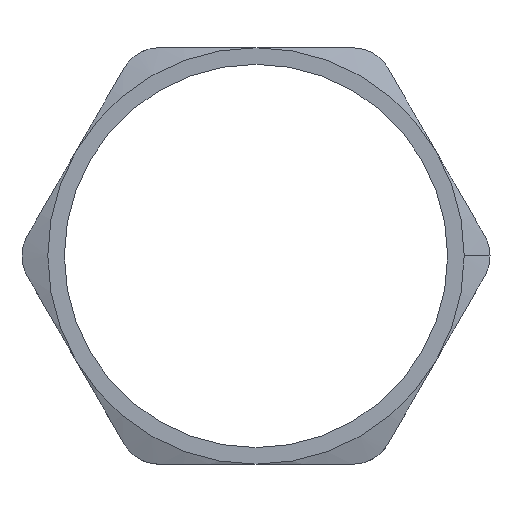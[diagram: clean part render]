
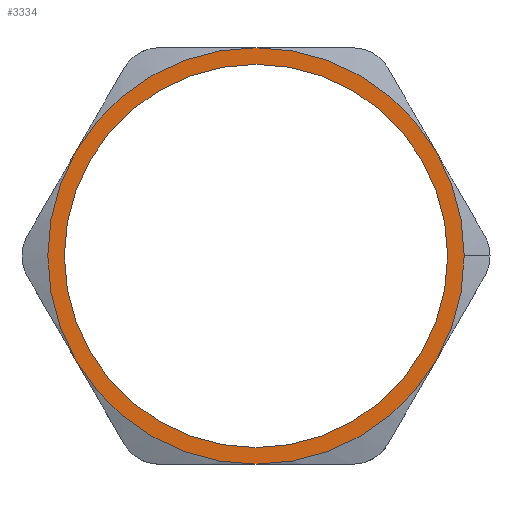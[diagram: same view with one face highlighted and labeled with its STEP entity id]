
A CAD part, top view. The second image highlights one B-rep face of the part: STEP entity #3334.
In plain terms, the highlighted planar face has unit normal (0, 0, 1).
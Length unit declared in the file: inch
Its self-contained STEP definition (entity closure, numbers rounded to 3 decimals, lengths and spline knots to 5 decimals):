
#1 = ORIENTED_EDGE ( 'NONE', *, *, #89, .T. ) ;
#16 = ORIENTED_EDGE ( 'NONE', *, *, #18, .T. ) ;
#18 = EDGE_CURVE ( 'NONE', #242, #306, #1107, .T. ) ;
#20 = ORIENTED_EDGE ( 'NONE', *, *, #21, .T. ) ;
#21 = EDGE_CURVE ( 'NONE', #261, #242, #1159, .T. ) ;
#88 = ORIENTED_EDGE ( 'NONE', *, *, #3500, .T. ) ;
#89 = EDGE_CURVE ( 'NONE', #306, #289, #1214, .T. ) ;
#113 = VERTEX_POINT ( 'NONE', #1281 ) ;
#115 = EDGE_CURVE ( 'NONE', #113, #116, #1272, .T. ) ;
#116 = VERTEX_POINT ( 'NONE', #1268 ) ;
#155 = EDGE_CURVE ( 'NONE', #156, #158, #1329, .T. ) ;
#156 = VERTEX_POINT ( 'NONE', #1325 ) ;
#158 = VERTEX_POINT ( 'NONE', #1320 ) ;
#242 = VERTEX_POINT ( 'NONE', #1502 ) ;
#261 = VERTEX_POINT ( 'NONE', #1576 ) ;
#289 = VERTEX_POINT ( 'NONE', #1622 ) ;
#306 = VERTEX_POINT ( 'NONE', #1645 ) ;
#360 = VERTEX_POINT ( 'NONE', #1759 ) ;
#1103 = DIRECTION ( 'NONE',  ( 1., 0., 0. ) ) ;
#1104 = DIRECTION ( 'NONE',  ( 0., 0., 1. ) ) ;
#1105 = CARTESIAN_POINT ( 'NONE',  ( 0., 0., 0.2 ) ) ;
#1106 = AXIS2_PLACEMENT_3D ( 'NONE', #1105, #1104, #1103 ) ;
#1107 = CIRCLE ( 'NONE', #1106, 1.005 ) ;
#1156 = DIRECTION ( 'NONE',  ( 1., 0., 0. ) ) ;
#1157 = DIRECTION ( 'NONE',  ( 0., 0., 1. ) ) ;
#1158 = AXIS2_PLACEMENT_3D ( 'NONE', #1165, #1157, #1156 ) ;
#1159 = CIRCLE ( 'NONE', #1158, 1.005 ) ;
#1165 = CARTESIAN_POINT ( 'NONE',  ( 0., 0., 0.2 ) ) ;
#1211 = DIRECTION ( 'NONE',  ( 1., 0., 0. ) ) ;
#1212 = DIRECTION ( 'NONE',  ( 0., 0., 1. ) ) ;
#1213 = AXIS2_PLACEMENT_3D ( 'NONE', #1219, #1212, #1211 ) ;
#1214 = CIRCLE ( 'NONE', #1213, 1.005 ) ;
#1219 = CARTESIAN_POINT ( 'NONE',  ( 0., 0., 0.2 ) ) ;
#1268 = CARTESIAN_POINT ( 'NONE',  ( 0.87036, 0.5025, 0.2 ) ) ;
#1269 = DIRECTION ( 'NONE',  ( 1., 0., 0. ) ) ;
#1270 = DIRECTION ( 'NONE',  ( 0., 0., 1. ) ) ;
#1271 = AXIS2_PLACEMENT_3D ( 'NONE', #1278, #1270, #1269 ) ;
#1272 = CIRCLE ( 'NONE', #1271, 1.005 ) ;
#1278 = CARTESIAN_POINT ( 'NONE',  ( 0., 0., 0.2 ) ) ;
#1281 = CARTESIAN_POINT ( 'NONE',  ( 1.005, 0., 0.2 ) ) ;
#1320 = CARTESIAN_POINT ( 'NONE',  ( -0.925, 0., 0.2 ) ) ;
#1325 = CARTESIAN_POINT ( 'NONE',  ( 0.925, 0., 0.2 ) ) ;
#1326 = DIRECTION ( 'NONE',  ( -1., 0., 0. ) ) ;
#1327 = DIRECTION ( 'NONE',  ( 0., 0., -1. ) ) ;
#1328 = AXIS2_PLACEMENT_3D ( 'NONE', #1333, #1327, #1326 ) ;
#1329 = CIRCLE ( 'NONE', #1328, 0.925 ) ;
#1333 = CARTESIAN_POINT ( 'NONE',  ( 0., 0., 0.2 ) ) ;
#1502 = CARTESIAN_POINT ( 'NONE',  ( -0.87036, -0.5025, 0.2 ) ) ;
#1576 = CARTESIAN_POINT ( 'NONE',  ( -0.87036, 0.5025, 0.2 ) ) ;
#1622 = CARTESIAN_POINT ( 'NONE',  ( 0.87036, -0.5025, 0.2 ) ) ;
#1645 = CARTESIAN_POINT ( 'NONE',  ( 0., -1.005, 0.2 ) ) ;
#1759 = CARTESIAN_POINT ( 'NONE',  ( 0., 1.005, 0.2 ) ) ;
#2024 = EDGE_LOOP ( 'NONE', ( #2201, #20, #16, #1, #88, #3504, #3503 ) ) ;
#2201 = ORIENTED_EDGE ( 'NONE', *, *, #2235, .T. ) ;
#2235 = EDGE_CURVE ( 'NONE', #360, #261, #3128, .T. ) ;
#2860 = ORIENTED_EDGE ( 'NONE', *, *, #155, .T. ) ;
#2864 = ORIENTED_EDGE ( 'NONE', *, *, #2866, .T. ) ;
#2866 = EDGE_CURVE ( 'NONE', #158, #156, #3119, .T. ) ;
#2897 = EDGE_LOOP ( 'NONE', ( #2864, #2860 ) ) ;
#3111 = AXIS2_PLACEMENT_3D ( 'NONE', #3176, #3175, #3174 ) ;
#3112 = PLANE ( 'NONE',  #3111 ) ;
#3113 = FACE_OUTER_BOUND ( 'NONE', #2024, .T. ) ;
#3114 = FACE_BOUND ( 'NONE', #2897, .T. ) ;
#3115 = DIRECTION ( 'NONE',  ( -1., 0., 0. ) ) ;
#3116 = DIRECTION ( 'NONE',  ( 0., 0., -1. ) ) ;
#3117 = CARTESIAN_POINT ( 'NONE',  ( 0., 0., 0.2 ) ) ;
#3118 = AXIS2_PLACEMENT_3D ( 'NONE', #3117, #3116, #3115 ) ;
#3119 = CIRCLE ( 'NONE', #3118, 0.925 ) ;
#3124 = DIRECTION ( 'NONE',  ( 1., 0., 0. ) ) ;
#3125 = DIRECTION ( 'NONE',  ( 0., 0., 1. ) ) ;
#3126 = CARTESIAN_POINT ( 'NONE',  ( 0., 0., 0.2 ) ) ;
#3127 = AXIS2_PLACEMENT_3D ( 'NONE', #3126, #3125, #3124 ) ;
#3128 = CIRCLE ( 'NONE', #3127, 1.005 ) ;
#3144 = CARTESIAN_POINT ( 'NONE',  ( 0., 0., 0.2 ) ) ;
#3145 = AXIS2_PLACEMENT_3D ( 'NONE', #3144, #3206, #3205 ) ;
#3146 = CIRCLE ( 'NONE', #3145, 1.005 ) ;
#3147 = CARTESIAN_POINT ( 'NONE',  ( 0., 0., 0.2 ) ) ;
#3174 = DIRECTION ( 'NONE',  ( -1., 0., 0. ) ) ;
#3175 = DIRECTION ( 'NONE',  ( 0., 0., -1. ) ) ;
#3176 = CARTESIAN_POINT ( 'NONE',  ( -0.58024, 1.005, 0.2 ) ) ;
#3201 = DIRECTION ( 'NONE',  ( 1., 0., 0. ) ) ;
#3202 = DIRECTION ( 'NONE',  ( 0., 0., 1. ) ) ;
#3203 = AXIS2_PLACEMENT_3D ( 'NONE', #3147, #3202, #3201 ) ;
#3204 = CIRCLE ( 'NONE', #3203, 1.005 ) ;
#3205 = DIRECTION ( 'NONE',  ( 1., 0., 0. ) ) ;
#3206 = DIRECTION ( 'NONE',  ( 0., 0., 1. ) ) ;
#3334 = ADVANCED_FACE ( 'NONE', ( #3114, #3113 ), #3112, .F. ) ;
#3500 = EDGE_CURVE ( 'NONE', #289, #113, #3146, .T. ) ;
#3501 = EDGE_CURVE ( 'NONE', #116, #360, #3204, .T. ) ;
#3503 = ORIENTED_EDGE ( 'NONE', *, *, #3501, .T. ) ;
#3504 = ORIENTED_EDGE ( 'NONE', *, *, #115, .T. ) ;
